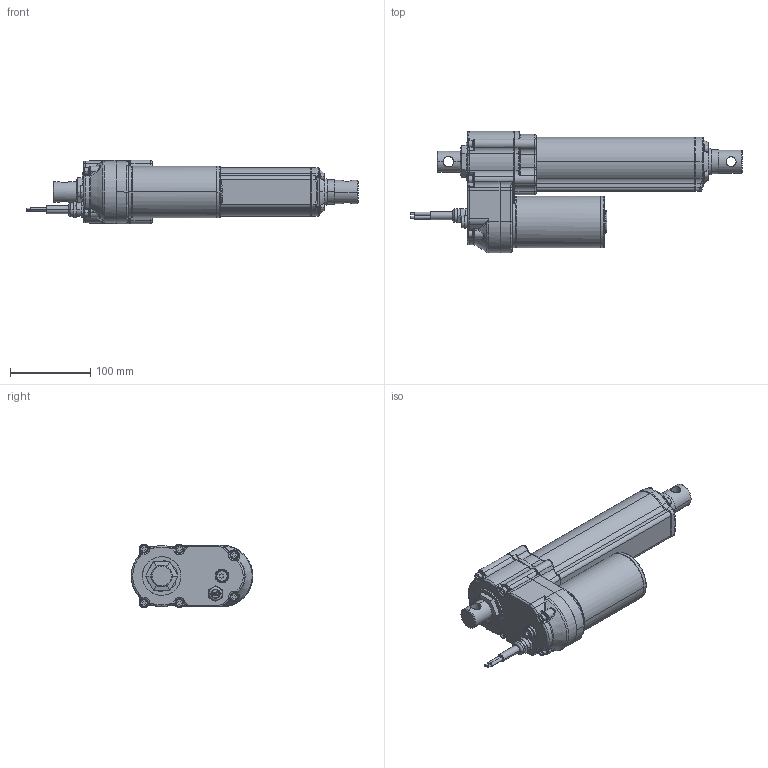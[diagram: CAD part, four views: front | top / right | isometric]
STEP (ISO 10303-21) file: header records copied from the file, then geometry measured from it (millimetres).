
FILE_DESCRIPTION (( 'STEP AP214' ), '1' );
FILE_NAME ('PA-HD1.STEP', '2023-12-13T20:31:04', ( '' ), ( '' ), 'SwSTEP 2.0', 'SolidWorks 2018', '' );
FILE_SCHEMA (( 'AUTOMOTIVE_DESIGN' ));
Length unit declared in the file: millimetre
Products named in the file (5): PA-HD1-RME.STEP; PA-HD1; PA-HD1-6.STEP; PA-HD1-FME.STEP; PA-HD1-Enclosure^PA-HD1 (Master).STEP
Assembly tree (4 placements, depth 3):
  PA-HD1
    PA-HD1-6.STEP
      PA-HD1-RME.STEP
      PA-HD1-FME.STEP
      PA-HD1-Enclosure^PA-HD1 (Master).STEP
Bounding box: 413.27 x 151.4 x 79 mm (x, y, z)
Volume: 1835358.4 mm3; surface area: 145711.8 mm2
Topology: 3 solids, 3 shells, 882 faces, 2267 edges, 1404 vertices
Faces by surface type: torus 250, plane 240, cylinder 224, bspline 105, cone 61, sphere 2
Entity records: 40482 total; most frequent: CARTESIAN_POINT 20282, ORIENTED_EDGE 4480, DIRECTION 3903, EDGE_CURVE 2240, AXIS2_PLACEMENT_3D 1615, VERTEX_POINT 1404, EDGE_LOOP 926, ADVANCED_FACE 882
